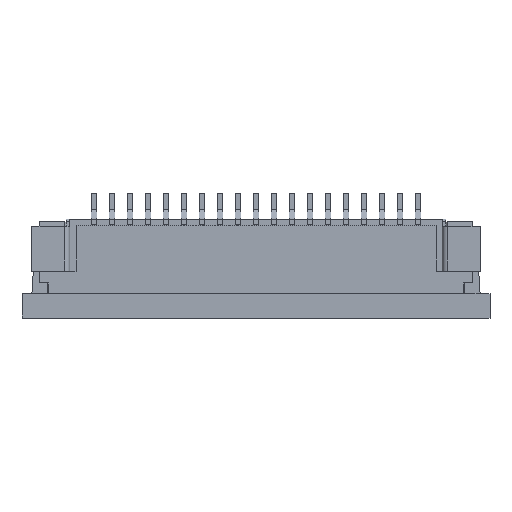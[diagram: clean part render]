
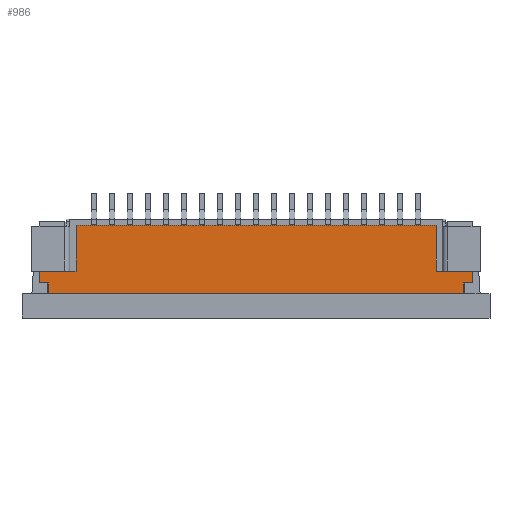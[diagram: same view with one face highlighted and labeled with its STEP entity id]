
A CAD part, top view. The second image highlights one B-rep face of the part: STEP entity #986.
In plain terms, the highlighted planar face has unit normal (0, 0, 1).
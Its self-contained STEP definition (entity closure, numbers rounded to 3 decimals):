
#986=ADVANCED_FACE('',(#5102),#5104,.T.);
#5102=FACE_BOUND('',#5103,.T.);
#5103=EDGE_LOOP('',(#8374,#8375,#8376,#8377,#8378,#8379,#8380,#8381,#8382,#8383,
#8384,#8385));
#5104=PLANE('',#5105);
#5105=AXIS2_PLACEMENT_3D('',#5106,#5107,#5108);
#5106=CARTESIAN_POINT('',(12.05,1.35,2.45));
#5107=DIRECTION('',(0.,-0.,1.));
#5108=DIRECTION('',(0.,1.,0.));
#8374=ORIENTED_EDGE('',*,*,#10883,.T.);
#8375=ORIENTED_EDGE('',*,*,#10885,.T.);
#8376=ORIENTED_EDGE('',*,*,#10886,.T.);
#8377=ORIENTED_EDGE('',*,*,#10887,.T.);
#8378=ORIENTED_EDGE('',*,*,#10888,.T.);
#8379=ORIENTED_EDGE('',*,*,#10889,.T.);
#8380=ORIENTED_EDGE('',*,*,#10890,.T.);
#8381=ORIENTED_EDGE('',*,*,#10891,.F.);
#8382=ORIENTED_EDGE('',*,*,#10892,.T.);
#8383=ORIENTED_EDGE('',*,*,#10893,.T.);
#8384=ORIENTED_EDGE('',*,*,#10820,.F.);
#8385=ORIENTED_EDGE('',*,*,#10811,.T.);
#10811=EDGE_CURVE('',#12280,#12290,#12292,.F.);
#10820=EDGE_CURVE('',#12280,#12308,#12309,.T.);
#10883=EDGE_CURVE('',#12290,#12428,#12429,.T.);
#10885=EDGE_CURVE('',#12428,#12431,#12432,.T.);
#10886=EDGE_CURVE('',#12431,#12433,#12434,.F.);
#10887=EDGE_CURVE('',#12433,#12435,#12436,.F.);
#10888=EDGE_CURVE('',#12435,#12437,#12438,.F.);
#10889=EDGE_CURVE('',#12437,#12439,#12440,.F.);
#10890=EDGE_CURVE('',#12439,#12441,#12442,.F.);
#10891=EDGE_CURVE('',#12443,#12441,#12444,.T.);
#10892=EDGE_CURVE('',#12443,#12445,#12446,.F.);
#10893=EDGE_CURVE('',#12445,#12308,#12447,.T.);
#12280=VERTEX_POINT('',#14286);
#12290=VERTEX_POINT('',#14306);
#12292=LINE('',#14310,#14311);
#12308=VERTEX_POINT('',#14344);
#12309=LINE('',#14345,#14346);
#12428=VERTEX_POINT('',#14590);
#12429=LINE('',#14591,#14592);
#12431=VERTEX_POINT('',#14597);
#12432=LINE('',#14598,#14599);
#12433=VERTEX_POINT('',#14601);
#12434=LINE('',#14602,#14603);
#12435=VERTEX_POINT('',#14605);
#12436=LINE('',#14606,#14607);
#12437=VERTEX_POINT('',#14609);
#12438=LINE('',#14610,#14611);
#12439=VERTEX_POINT('',#14613);
#12440=LINE('',#14614,#14615);
#12441=VERTEX_POINT('',#14617);
#12442=LINE('',#14618,#14619);
#12443=VERTEX_POINT('',#14621);
#12444=LINE('',#14622,#14623);
#12445=VERTEX_POINT('',#14625);
#12446=LINE('',#14626,#14627);
#12447=LINE('',#14629,#14630);
#14286=CARTESIAN_POINT('',(11.55,1.35,2.45));
#14306=CARTESIAN_POINT('',(11.55,1.95,2.45));
#14310=CARTESIAN_POINT('',(11.55,1.95,2.45));
#14311=VECTOR('',#14312,1.);
#14312=DIRECTION('',(0.,-1.,0.));
#14344=CARTESIAN_POINT('',(-11.55,1.35,2.45));
#14345=CARTESIAN_POINT('',(11.55,1.35,2.45));
#14346=VECTOR('',#14347,1.);
#14347=DIRECTION('',(-1.,0.,0.));
#14590=CARTESIAN_POINT('',(12.05,1.95,2.45));
#14591=CARTESIAN_POINT('',(11.55,1.95,2.45));
#14592=VECTOR('',#14593,1.);
#14593=DIRECTION('',(1.,0.,0.));
#14597=CARTESIAN_POINT('',(12.05,2.6,2.45));
#14598=CARTESIAN_POINT('',(12.05,1.95,2.45));
#14599=VECTOR('',#14600,1.);
#14600=DIRECTION('',(0.,1.,0.));
#14601=CARTESIAN_POINT('',(10.,2.6,2.45));
#14602=CARTESIAN_POINT('',(10.,2.6,2.45));
#14603=VECTOR('',#14604,1.);
#14604=DIRECTION('',(1.,0.,0.));
#14605=CARTESIAN_POINT('',(10.,5.15,2.45));
#14606=CARTESIAN_POINT('',(10.,5.15,2.45));
#14607=VECTOR('',#14608,1.);
#14608=DIRECTION('',(0.,-1.,0.));
#14609=CARTESIAN_POINT('',(-10.,5.15,2.45));
#14610=CARTESIAN_POINT('',(-10.,5.15,2.45));
#14611=VECTOR('',#14612,1.);
#14612=DIRECTION('',(1.,0.,0.));
#14613=CARTESIAN_POINT('',(-10.,2.6,2.45));
#14614=CARTESIAN_POINT('',(-10.,2.6,2.45));
#14615=VECTOR('',#14616,1.);
#14616=DIRECTION('',(0.,1.,0.));
#14617=CARTESIAN_POINT('',(-12.05,2.6,2.45));
#14618=CARTESIAN_POINT('',(-12.05,2.6,2.45));
#14619=VECTOR('',#14620,1.);
#14620=DIRECTION('',(1.,0.,0.));
#14621=CARTESIAN_POINT('',(-12.05,1.95,2.45));
#14622=CARTESIAN_POINT('',(-12.05,1.95,2.45));
#14623=VECTOR('',#14624,1.);
#14624=DIRECTION('',(0.,1.,0.));
#14625=CARTESIAN_POINT('',(-11.55,1.95,2.45));
#14626=CARTESIAN_POINT('',(-11.55,1.95,2.45));
#14627=VECTOR('',#14628,1.);
#14628=DIRECTION('',(-1.,0.,0.));
#14629=CARTESIAN_POINT('',(-11.55,1.95,2.45));
#14630=VECTOR('',#14631,1.);
#14631=DIRECTION('',(0.,-1.,0.));
